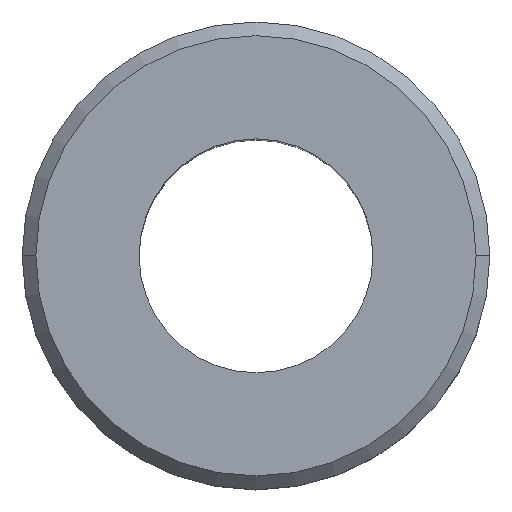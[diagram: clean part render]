
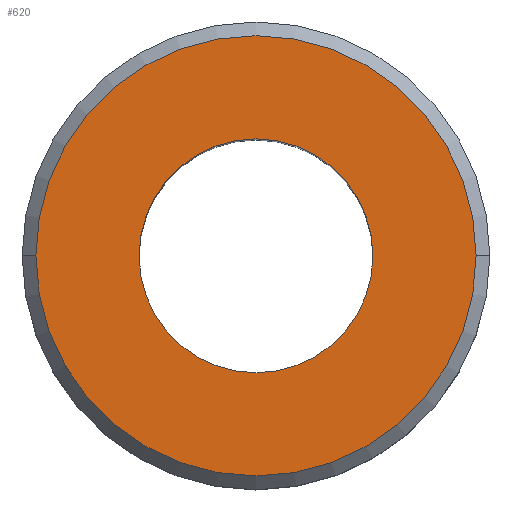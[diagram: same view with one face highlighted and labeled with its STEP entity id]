
A CAD part, top view. The second image highlights one B-rep face of the part: STEP entity #620.
In plain terms, the highlighted planar face has unit normal (0, 0, 1).
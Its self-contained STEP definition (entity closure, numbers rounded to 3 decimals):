
#10 = CARTESIAN_POINT ( 'NONE',  ( 0., 0., 0. ) ) ;
#17 = VERTEX_POINT ( 'NONE', #259 ) ;
#49 = AXIS2_PLACEMENT_3D ( 'NONE', #199, #83, #456 ) ;
#62 = EDGE_CURVE ( 'NONE', #68, #464, #171, .T. ) ;
#68 = VERTEX_POINT ( 'NONE', #75 ) ;
#75 = CARTESIAN_POINT ( 'NONE',  ( -16., 0., 0. ) ) ;
#80 = DIRECTION ( 'NONE',  ( 1., 0., 0. ) ) ;
#83 = DIRECTION ( 'NONE',  ( 0., 0., 1. ) ) ;
#84 = DIRECTION ( 'NONE',  ( 1., 0., 0. ) ) ;
#96 = AXIS2_PLACEMENT_3D ( 'NONE', #118, #148, #754 ) ;
#100 = EDGE_CURVE ( 'NONE', #445, #17, #482, .T. ) ;
#118 = CARTESIAN_POINT ( 'NONE',  ( 0., 0., 0. ) ) ;
#124 = CARTESIAN_POINT ( 'NONE',  ( -8.5, 0., 0. ) ) ;
#135 = DIRECTION ( 'NONE',  ( 0., 0., 1. ) ) ;
#148 = DIRECTION ( 'NONE',  ( 0., 0., 1. ) ) ;
#164 = EDGE_LOOP ( 'NONE', ( #213, #656 ) ) ;
#171 = CIRCLE ( 'NONE', #628, 16. ) ;
#199 = CARTESIAN_POINT ( 'NONE',  ( 0., 0., 0. ) ) ;
#213 = ORIENTED_EDGE ( 'NONE', *, *, #62, .T. ) ;
#234 = EDGE_CURVE ( 'NONE', #17, #445, #592, .T. ) ;
#251 = AXIS2_PLACEMENT_3D ( 'NONE', #276, #135, #84 ) ;
#259 = CARTESIAN_POINT ( 'NONE',  ( 8.5, 0., 0. ) ) ;
#276 = CARTESIAN_POINT ( 'NONE',  ( 0., 0., 0. ) ) ;
#284 = DIRECTION ( 'NONE',  ( 0., 0., 1. ) ) ;
#396 = PLANE ( 'NONE',  #49 ) ;
#409 = ORIENTED_EDGE ( 'NONE', *, *, #234, .F. ) ;
#439 = AXIS2_PLACEMENT_3D ( 'NONE', #10, #284, #760 ) ;
#445 = VERTEX_POINT ( 'NONE', #124 ) ;
#446 = CARTESIAN_POINT ( 'NONE',  ( 16., 0., 0. ) ) ;
#452 = ORIENTED_EDGE ( 'NONE', *, *, #100, .F. ) ;
#456 = DIRECTION ( 'NONE',  ( 1., 0., 0. ) ) ;
#464 = VERTEX_POINT ( 'NONE', #446 ) ;
#482 = CIRCLE ( 'NONE', #251, 8.5 ) ;
#509 = EDGE_CURVE ( 'NONE', #464, #68, #755, .T. ) ;
#557 = EDGE_LOOP ( 'NONE', ( #409, #452 ) ) ;
#592 = CIRCLE ( 'NONE', #439, 8.5 ) ;
#620 = ADVANCED_FACE ( 'NONE', ( #771, #712 ), #396, .T. ) ;
#628 = AXIS2_PLACEMENT_3D ( 'NONE', #753, #693, #80 ) ;
#656 = ORIENTED_EDGE ( 'NONE', *, *, #509, .T. ) ;
#693 = DIRECTION ( 'NONE',  ( 0., 0., 1. ) ) ;
#712 = FACE_OUTER_BOUND ( 'NONE', #164, .T. ) ;
#753 = CARTESIAN_POINT ( 'NONE',  ( 0., 0., 0. ) ) ;
#754 = DIRECTION ( 'NONE',  ( 1., 0., 0. ) ) ;
#755 = CIRCLE ( 'NONE', #96, 16. ) ;
#760 = DIRECTION ( 'NONE',  ( 1., 0., 0. ) ) ;
#771 = FACE_BOUND ( 'NONE', #557, .T. ) ;
